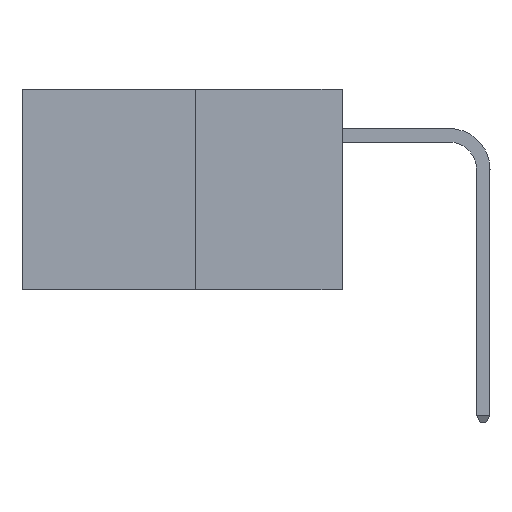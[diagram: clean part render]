
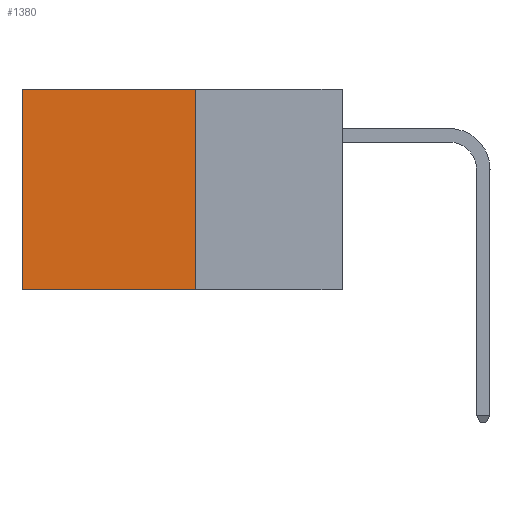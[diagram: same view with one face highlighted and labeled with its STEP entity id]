
A CAD part, left-side view. The second image highlights one B-rep face of the part: STEP entity #1380.
In plain terms, the highlighted planar face has unit normal (-1, 0, 0).
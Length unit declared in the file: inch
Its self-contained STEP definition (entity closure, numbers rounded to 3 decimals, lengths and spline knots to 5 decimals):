
#1258 = VECTOR ( 'NONE', #12463, 39.37008 ) ;
#1380 = ADVANCED_FACE ( 'NONE', ( #19425 ), #6188, .F. ) ;
#1799 = CARTESIAN_POINT ( 'NONE',  ( 0.277, 0.27, -0.37 ) ) ;
#2125 = DIRECTION ( 'NONE',  ( 0., 0., -1. ) ) ;
#2447 = VERTEX_POINT ( 'NONE', #18889 ) ;
#2688 = DIRECTION ( 'NONE',  ( 0., 1., 0. ) ) ;
#3456 = ORIENTED_EDGE ( 'NONE', *, *, #13956, .T. ) ;
#4051 = DIRECTION ( 'NONE',  ( 0., 0., -1. ) ) ;
#4171 = ORIENTED_EDGE ( 'NONE', *, *, #9447, .T. ) ;
#6188 = PLANE ( 'NONE',  #18138 ) ;
#6458 = LINE ( 'NONE', #12330, #20669 ) ;
#6506 = ORIENTED_EDGE ( 'NONE', *, *, #9907, .F. ) ;
#6820 = LINE ( 'NONE', #22081, #16475 ) ;
#9447 = EDGE_CURVE ( 'NONE', #23240, #10928, #13034, .T. ) ;
#9530 = EDGE_LOOP ( 'NONE', ( #4171, #10307, #6506, #3456 ) ) ;
#9696 = VERTEX_POINT ( 'NONE', #22787 ) ;
#9904 = CARTESIAN_POINT ( 'NONE',  ( 0.277, 0.27, -0.37 ) ) ;
#9907 = EDGE_CURVE ( 'NONE', #2447, #9696, #11802, .T. ) ;
#10307 = ORIENTED_EDGE ( 'NONE', *, *, #12170, .F. ) ;
#10928 = VERTEX_POINT ( 'NONE', #20422 ) ;
#11802 = LINE ( 'NONE', #9904, #15715 ) ;
#12170 = EDGE_CURVE ( 'NONE', #9696, #10928, #6820, .T. ) ;
#12330 = CARTESIAN_POINT ( 'NONE',  ( 0.277, 0.27, 0. ) ) ;
#12463 = DIRECTION ( 'NONE',  ( 0., 0., -1. ) ) ;
#12494 = DIRECTION ( 'NONE',  ( 0., 1., 0. ) ) ;
#13034 = LINE ( 'NONE', #22055, #1258 ) ;
#13350 = DIRECTION ( 'NONE',  ( 1., 0., 0. ) ) ;
#13956 = EDGE_CURVE ( 'NONE', #2447, #23240, #6458, .T. ) ;
#15715 = VECTOR ( 'NONE', #4051, 39.37008 ) ;
#16475 = VECTOR ( 'NONE', #12494, 39.37008 ) ;
#18138 = AXIS2_PLACEMENT_3D ( 'NONE', #1799, #13350, #2125 ) ;
#18889 = CARTESIAN_POINT ( 'NONE',  ( 0.277, 0.27, 0. ) ) ;
#19425 = FACE_OUTER_BOUND ( 'NONE', #9530, .T. ) ;
#19736 = CARTESIAN_POINT ( 'NONE',  ( 0.277, 0.59, 0. ) ) ;
#20422 = CARTESIAN_POINT ( 'NONE',  ( 0.277, 0.59, -0.37 ) ) ;
#20669 = VECTOR ( 'NONE', #2688, 39.37008 ) ;
#22055 = CARTESIAN_POINT ( 'NONE',  ( 0.277, 0.59, -0.37 ) ) ;
#22081 = CARTESIAN_POINT ( 'NONE',  ( 0.277, 0.27, -0.37 ) ) ;
#22787 = CARTESIAN_POINT ( 'NONE',  ( 0.277, 0.27, -0.37 ) ) ;
#23240 = VERTEX_POINT ( 'NONE', #19736 ) ;
